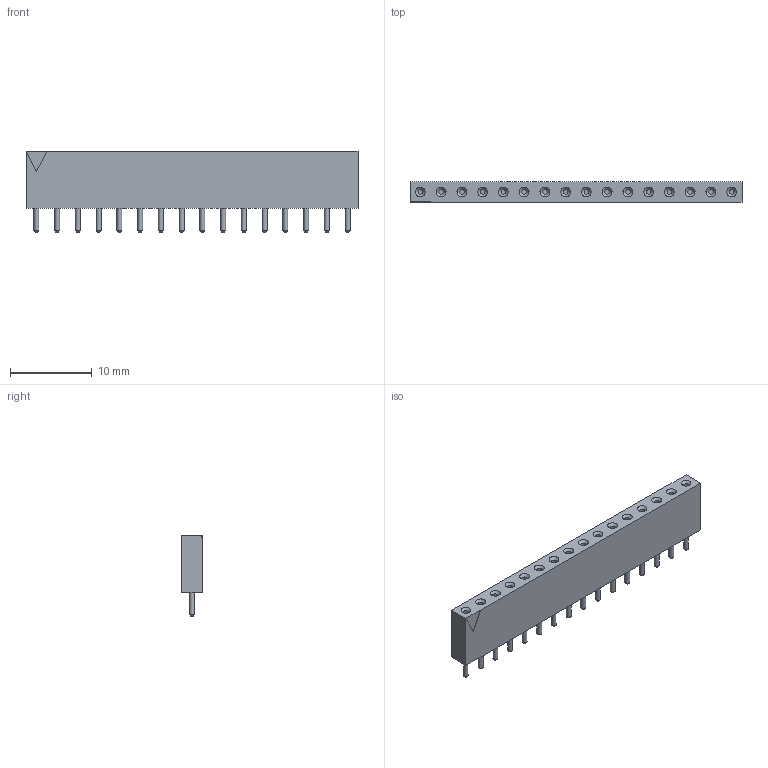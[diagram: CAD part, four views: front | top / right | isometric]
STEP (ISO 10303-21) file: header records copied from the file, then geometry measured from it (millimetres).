
FILE_DESCRIPTION(('FreeCAD Model'),'2;1');
FILE_NAME('805819.1.1.stp','2020-08-22T15:20:52',( 'Author'),(''),'Open CASCADE STEP processor 6.9','FreeCAD','Unknown' );
FILE_SCHEMA(('AUTOMOTIVE_DESIGN { 1 0 10303 214 1 1 1 1 }'));
Length unit declared in the file: millimetre
Products named in the file (3): ASSEMBLY; Body; LeadsArray
Assembly tree (2 placements, depth 2):
  ASSEMBLY
    Body
    LeadsArray
Bounding box: 40.64 x 2.54 x 10 mm (x, y, z)
Volume: 714.5 mm3; surface area: 1112.9 mm2
Topology: 17 solids, 17 shells, 121 faces, 180 edges, 109 vertices
Faces by surface type: plane 57, cone 32, cylinder 32
Full cylindrical faces by diameter (mm): 0.6 x32
Entity records: 5093 total; most frequent: CARTESIAN_POINT 837, DIRECTION 820, ORIENTED_EDGE 360, PCURVE 360, DEFINITIONAL_REPRESENTATION 360, LINE 316, VECTOR 316, AXIS2_PLACEMENT_3D 220
